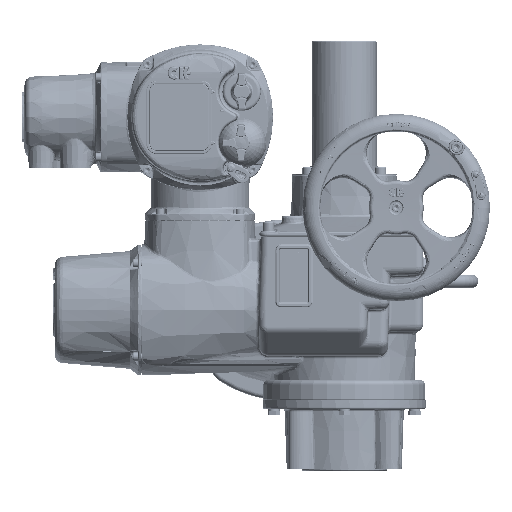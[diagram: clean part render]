
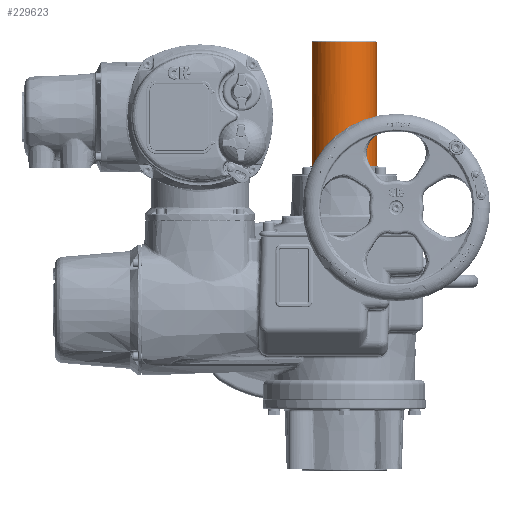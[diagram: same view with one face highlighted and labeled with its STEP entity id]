
A CAD part, front view. The second image highlights one B-rep face of the part: STEP entity #229623.
In plain terms, the highlighted cylindrical face has radius 38 mm (diameter 76 mm), a full revolution.
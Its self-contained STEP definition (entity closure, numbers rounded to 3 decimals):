
#14064=CYLINDRICAL_SURFACE('',#240919,38.);
#49988=ORIENTED_EDGE('',*,*,#90297,.F.);
#49989=ORIENTED_EDGE('',*,*,#91382,.T.);
#90297=EDGE_CURVE('',#112277,#112277,#124987,.T.);
#91382=EDGE_CURVE('',#112932,#112932,#125351,.T.);
#112277=VERTEX_POINT('',#341016);
#112932=VERTEX_POINT('',#351641);
#124987=CIRCLE('',#240290,38.);
#125351=CIRCLE('',#240918,38.);
#131182=EDGE_LOOP('',(#49988));
#131183=EDGE_LOOP('',(#49989));
#142587=FACE_BOUND('',#131182,.T.);
#142588=FACE_BOUND('',#131183,.T.);
#229623=ADVANCED_FACE('',(#142587,#142588),#14064,.T.);
#240290=AXIS2_PLACEMENT_3D('',#341015,#258529,#258530);
#240918=AXIS2_PLACEMENT_3D('',#351640,#259964,#259965);
#240919=AXIS2_PLACEMENT_3D('',#351642,#259966,#259967);
#258529=DIRECTION('',(0.,0.,-1.));
#258530=DIRECTION('',(0.,1.,0.));
#259964=DIRECTION('',(0.,0.,-1.));
#259965=DIRECTION('',(-0.707,-0.707,0.));
#259966=DIRECTION('',(0.,0.,-1.));
#259967=DIRECTION('',(0.707,0.707,0.));
#341015=CARTESIAN_POINT('',(0.,0.,
245.99));
#341016=CARTESIAN_POINT('',(0.,38.,245.99));
#351640=CARTESIAN_POINT('',(0.,0.,
390.99));
#351641=CARTESIAN_POINT('',(-26.87,-26.87,390.99));
#351642=CARTESIAN_POINT('',(0.,0.,
390.99));
